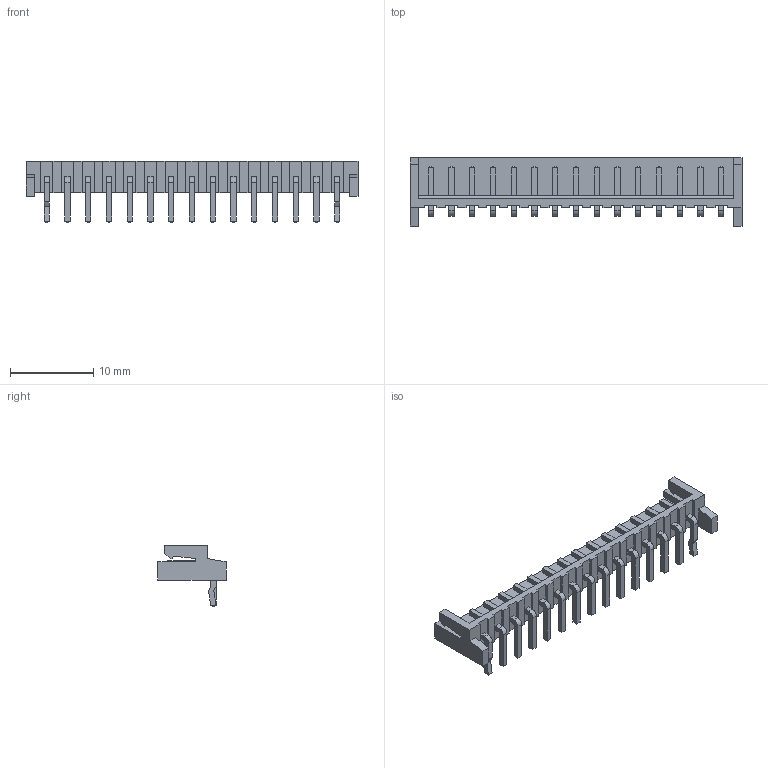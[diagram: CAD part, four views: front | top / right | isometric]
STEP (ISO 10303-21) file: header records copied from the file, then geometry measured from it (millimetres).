
FILE_DESCRIPTION(/* description */ ('model of JST_EH_S15B-EH_15x2.50mm_Angled.'),/* implementation_level */ FILE_NAME(/* name */ 'JST_EH_S15B-EH_15x2.50mm_Angled..stp',/* time_stamp */ '2017-02-23T17:12:05',/* author */ ('Rene Poeschl',''),/* organization */ (''),/* preprocessor_version */ '',/* originating_system */ '',/* authorisation */ '');
FILE_NAME(/* name */ 'JST_EH_S15B-EH_15x2.50mm_Angled..stp',/* time_stamp */ '2017-02-23T17:12:05',/* author */ ('Rene Poeschl',''),/* organization */ (''),/* preprocessor_version */ '',/* originating_system */ '',/* authorisation */ '');
FILE_SCHEMA(('AUTOMOTIVE_DESIGN_CC2 { 1 2 10303 214 -1 1 5 4 }'));
Length unit declared in the file: millimetre
Products named in the file (1): S15B_EH_A
Bounding box: 40 x 8.2 x 7.4 mm (x, y, z)
Volume: 358.1 mm3; surface area: 1278 mm2
Topology: 1 solids, 1 shells, 436 faces, 1164 edges, 760 vertices
Faces by surface type: plane 406, cylinder 30
Entity records: 31397 total; most frequent: CARTESIAN_POINT 5313, DIRECTION 4102, LINE 3108, VECTOR 3108, ORIENTED_EDGE 2328, PCURVE 2328, DEFINITIONAL_REPRESENTATION 2328, EDGE_CURVE 1164
